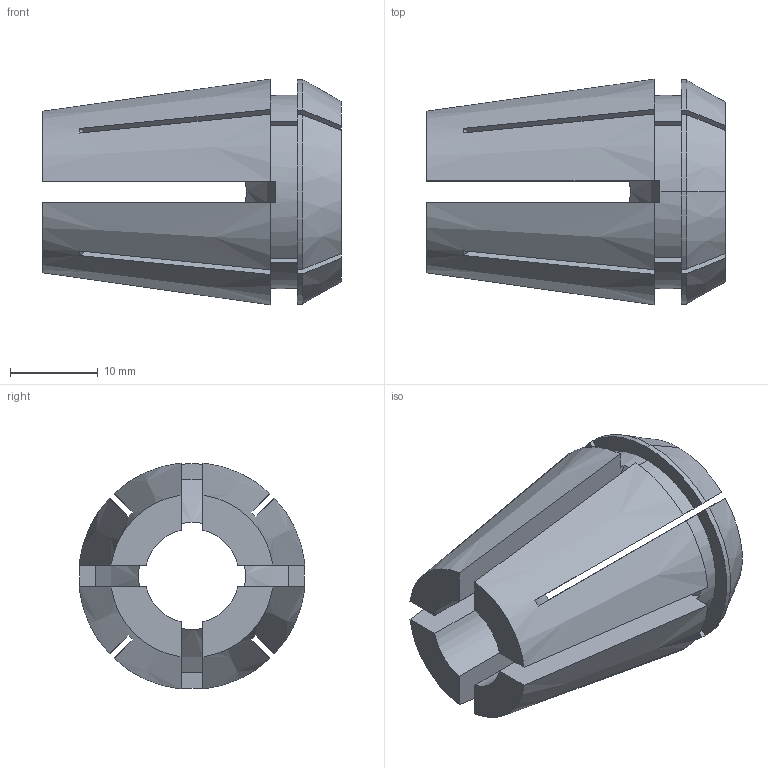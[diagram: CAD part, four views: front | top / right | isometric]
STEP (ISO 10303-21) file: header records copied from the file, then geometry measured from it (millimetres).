
FILE_DESCRIPTION (( 'STEP AP203' ), '1' );
FILE_NAME ('STP-05510-480.STEP', '2020-08-21T07:18:21', ( '' ), ( '' ), 'SwSTEP 2.0', 'SolidWorks 2017', '' );
FILE_SCHEMA (( 'CONFIG_CONTROL_DESIGN' ));
Length unit declared in the file: millimetre
Products named in the file (1): STP-05510-480
Bounding box: 34 x 25.69 x 25.69 mm (x, y, z)
Volume: 7887.9 mm3; surface area: 6005.4 mm2
Topology: 1 solids, 1 shells, 92 faces, 275 edges, 183 vertices
Faces by surface type: plane 48, cylinder 35, cone 9
Entity records: 3267 total; most frequent: CARTESIAN_POINT 689, ORIENTED_EDGE 550, DIRECTION 516, EDGE_CURVE 275, AXIS2_PLACEMENT_3D 186, VERTEX_POINT 183, VECTOR 144, LINE 144
